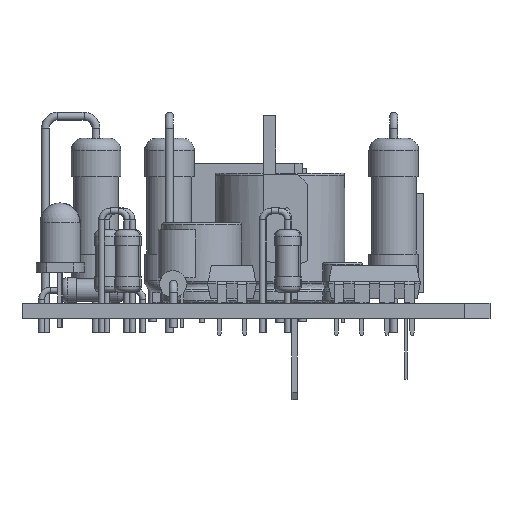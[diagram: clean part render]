
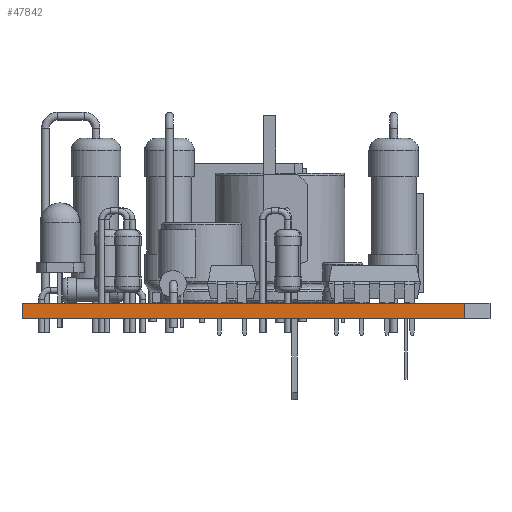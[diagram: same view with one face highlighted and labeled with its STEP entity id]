
A CAD part, left-side view. The second image highlights one B-rep face of the part: STEP entity #47842.
In plain terms, the highlighted planar face has unit normal (-1, 0, 0).
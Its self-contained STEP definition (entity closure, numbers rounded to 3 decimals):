
#47661 = PLANE('',#47662);
#47662 = AXIS2_PLACEMENT_3D('',#47663,#47664,#47665);
#47663 = CARTESIAN_POINT('',(140.157,-31.75,0.));
#47664 = DIRECTION('',(0.,-1.,0.));
#47665 = DIRECTION('',(-1.,0.,0.));
#47686 = VERTEX_POINT('',#47687);
#47687 = CARTESIAN_POINT('',(61.595,-31.75,1.6));
#47701 = PLANE('',#47702);
#47702 = AXIS2_PLACEMENT_3D('',#47703,#47704,#47705);
#47703 = CARTESIAN_POINT('',(100.807,-54.683,1.6));
#47704 = DIRECTION('',(0.,0.,1.));
#47705 = DIRECTION('',(1.,0.,0.));
#47713 = EDGE_CURVE('',#47714,#47686,#47716,.T.);
#47714 = VERTEX_POINT('',#47715);
#47715 = CARTESIAN_POINT('',(61.595,-31.75,0.));
#47716 = SURFACE_CURVE('',#47717,(#47721,#47728),.PCURVE_S1.);
#47717 = LINE('',#47718,#47719);
#47718 = CARTESIAN_POINT('',(61.595,-31.75,0.));
#47719 = VECTOR('',#47720,1.);
#47720 = DIRECTION('',(0.,0.,1.));
#47721 = PCURVE('',#47661,#47722);
#47722 = DEFINITIONAL_REPRESENTATION('',(#47723),#47727);
#47723 = LINE('',#47724,#47725);
#47724 = CARTESIAN_POINT('',(78.562,0.));
#47725 = VECTOR('',#47726,1.);
#47726 = DIRECTION('',(0.,-1.));
#47727 = ( GEOMETRIC_REPRESENTATION_CONTEXT(2) 
PARAMETRIC_REPRESENTATION_CONTEXT() REPRESENTATION_CONTEXT('2D SPACE',''
  ) );
#47728 = PCURVE('',#47729,#47734);
#47729 = PLANE('',#47730);
#47730 = AXIS2_PLACEMENT_3D('',#47731,#47732,#47733);
#47731 = CARTESIAN_POINT('',(61.595,-31.75,0.));
#47732 = DIRECTION('',(1.,0.,0.));
#47733 = DIRECTION('',(0.,-1.,0.));
#47734 = DEFINITIONAL_REPRESENTATION('',(#47735),#47739);
#47735 = LINE('',#47736,#47737);
#47736 = CARTESIAN_POINT('',(0.,0.));
#47737 = VECTOR('',#47738,1.);
#47738 = DIRECTION('',(0.,-1.));
#47739 = ( GEOMETRIC_REPRESENTATION_CONTEXT(2) 
PARAMETRIC_REPRESENTATION_CONTEXT() REPRESENTATION_CONTEXT('2D SPACE',''
  ) );
#47755 = PLANE('',#47756);
#47756 = AXIS2_PLACEMENT_3D('',#47757,#47758,#47759);
#47757 = CARTESIAN_POINT('',(100.807,-54.683,0.));
#47758 = DIRECTION('',(0.,0.,1.));
#47759 = DIRECTION('',(1.,0.,0.));
#47842 = ADVANCED_FACE('',(#47843),#47729,.F.);
#47843 = FACE_BOUND('',#47844,.F.);
#47844 = EDGE_LOOP('',(#47845,#47846,#47869,#47897));
#47845 = ORIENTED_EDGE('',*,*,#47713,.T.);
#47846 = ORIENTED_EDGE('',*,*,#47847,.T.);
#47847 = EDGE_CURVE('',#47686,#47848,#47850,.T.);
#47848 = VERTEX_POINT('',#47849);
#47849 = CARTESIAN_POINT('',(61.595,-76.2,1.6));
#47850 = SURFACE_CURVE('',#47851,(#47855,#47862),.PCURVE_S1.);
#47851 = LINE('',#47852,#47853);
#47852 = CARTESIAN_POINT('',(61.595,-31.75,1.6));
#47853 = VECTOR('',#47854,1.);
#47854 = DIRECTION('',(0.,-1.,0.));
#47855 = PCURVE('',#47729,#47856);
#47856 = DEFINITIONAL_REPRESENTATION('',(#47857),#47861);
#47857 = LINE('',#47858,#47859);
#47858 = CARTESIAN_POINT('',(0.,-1.6));
#47859 = VECTOR('',#47860,1.);
#47860 = DIRECTION('',(1.,0.));
#47861 = ( GEOMETRIC_REPRESENTATION_CONTEXT(2) 
PARAMETRIC_REPRESENTATION_CONTEXT() REPRESENTATION_CONTEXT('2D SPACE',''
  ) );
#47862 = PCURVE('',#47701,#47863);
#47863 = DEFINITIONAL_REPRESENTATION('',(#47864),#47868);
#47864 = LINE('',#47865,#47866);
#47865 = CARTESIAN_POINT('',(-39.212,22.933));
#47866 = VECTOR('',#47867,1.);
#47867 = DIRECTION('',(0.,-1.));
#47868 = ( GEOMETRIC_REPRESENTATION_CONTEXT(2) 
PARAMETRIC_REPRESENTATION_CONTEXT() REPRESENTATION_CONTEXT('2D SPACE',''
  ) );
#47869 = ORIENTED_EDGE('',*,*,#47870,.F.);
#47870 = EDGE_CURVE('',#47871,#47848,#47873,.T.);
#47871 = VERTEX_POINT('',#47872);
#47872 = CARTESIAN_POINT('',(61.595,-76.2,0.));
#47873 = SURFACE_CURVE('',#47874,(#47878,#47885),.PCURVE_S1.);
#47874 = LINE('',#47875,#47876);
#47875 = CARTESIAN_POINT('',(61.595,-76.2,0.));
#47876 = VECTOR('',#47877,1.);
#47877 = DIRECTION('',(0.,0.,1.));
#47878 = PCURVE('',#47729,#47879);
#47879 = DEFINITIONAL_REPRESENTATION('',(#47880),#47884);
#47880 = LINE('',#47881,#47882);
#47881 = CARTESIAN_POINT('',(44.45,0.));
#47882 = VECTOR('',#47883,1.);
#47883 = DIRECTION('',(0.,-1.));
#47884 = ( GEOMETRIC_REPRESENTATION_CONTEXT(2) 
PARAMETRIC_REPRESENTATION_CONTEXT() REPRESENTATION_CONTEXT('2D SPACE',''
  ) );
#47885 = PCURVE('',#47886,#47891);
#47886 = PLANE('',#47887);
#47887 = AXIS2_PLACEMENT_3D('',#47888,#47889,#47890);
#47888 = CARTESIAN_POINT('',(61.595,-76.2,0.));
#47889 = DIRECTION('',(0.,1.,0.));
#47890 = DIRECTION('',(1.,0.,0.));
#47891 = DEFINITIONAL_REPRESENTATION('',(#47892),#47896);
#47892 = LINE('',#47893,#47894);
#47893 = CARTESIAN_POINT('',(0.,0.));
#47894 = VECTOR('',#47895,1.);
#47895 = DIRECTION('',(0.,-1.));
#47896 = ( GEOMETRIC_REPRESENTATION_CONTEXT(2) 
PARAMETRIC_REPRESENTATION_CONTEXT() REPRESENTATION_CONTEXT('2D SPACE',''
  ) );
#47897 = ORIENTED_EDGE('',*,*,#47898,.F.);
#47898 = EDGE_CURVE('',#47714,#47871,#47899,.T.);
#47899 = SURFACE_CURVE('',#47900,(#47904,#47911),.PCURVE_S1.);
#47900 = LINE('',#47901,#47902);
#47901 = CARTESIAN_POINT('',(61.595,-31.75,0.));
#47902 = VECTOR('',#47903,1.);
#47903 = DIRECTION('',(0.,-1.,0.));
#47904 = PCURVE('',#47729,#47905);
#47905 = DEFINITIONAL_REPRESENTATION('',(#47906),#47910);
#47906 = LINE('',#47907,#47908);
#47907 = CARTESIAN_POINT('',(0.,0.));
#47908 = VECTOR('',#47909,1.);
#47909 = DIRECTION('',(1.,0.));
#47910 = ( GEOMETRIC_REPRESENTATION_CONTEXT(2) 
PARAMETRIC_REPRESENTATION_CONTEXT() REPRESENTATION_CONTEXT('2D SPACE',''
  ) );
#47911 = PCURVE('',#47755,#47912);
#47912 = DEFINITIONAL_REPRESENTATION('',(#47913),#47917);
#47913 = LINE('',#47914,#47915);
#47914 = CARTESIAN_POINT('',(-39.212,22.933));
#47915 = VECTOR('',#47916,1.);
#47916 = DIRECTION('',(0.,-1.));
#47917 = ( GEOMETRIC_REPRESENTATION_CONTEXT(2) 
PARAMETRIC_REPRESENTATION_CONTEXT() REPRESENTATION_CONTEXT('2D SPACE',''
  ) );
